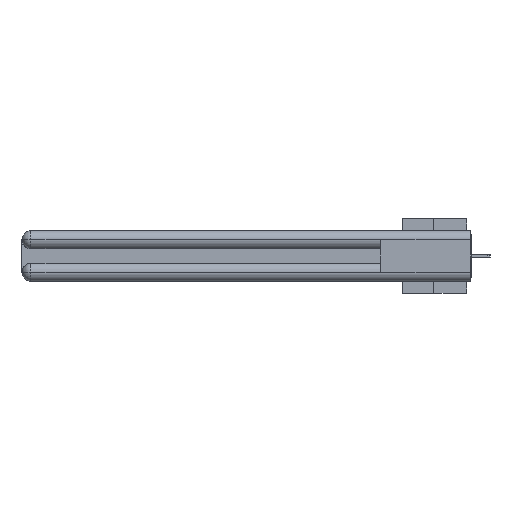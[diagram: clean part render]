
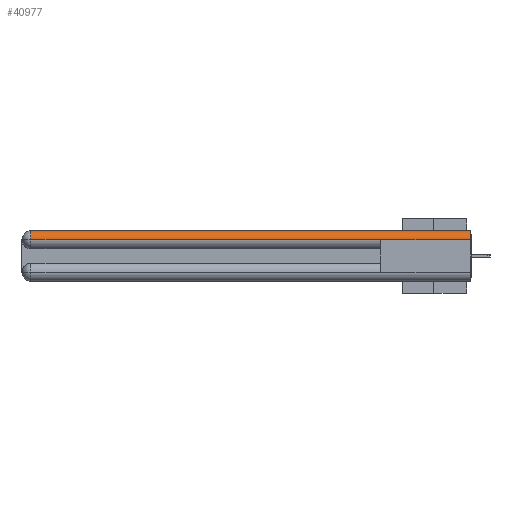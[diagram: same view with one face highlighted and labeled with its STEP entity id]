
A CAD part, left-side view. The second image highlights one B-rep face of the part: STEP entity #40977.
In plain terms, the highlighted cylindrical face has radius 1.562 mm (diameter 3.124 mm), a partial arc.
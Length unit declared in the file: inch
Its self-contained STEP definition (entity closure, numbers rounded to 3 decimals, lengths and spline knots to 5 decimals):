
#483 = CARTESIAN_POINT ( 'NONE',  ( 0., 3., -0.0615 ) ) ;
#684 = DIRECTION ( 'NONE',  ( 0., -1., 0. ) ) ;
#3751 = VECTOR ( 'NONE', #684, 39.37008 ) ;
#3893 = AXIS2_PLACEMENT_3D ( 'NONE', #22076, #10051, #22474 ) ;
#4318 = CARTESIAN_POINT ( 'NONE',  ( 0., 2.94, -0.0615 ) ) ;
#5013 = DIRECTION ( 'NONE',  ( 0., 0., 1. ) ) ;
#6059 = DIRECTION ( 'NONE',  ( 0., -1., 0. ) ) ;
#7913 = DIRECTION ( 'NONE',  ( 0., -1., 0. ) ) ;
#8123 = CARTESIAN_POINT ( 'NONE',  ( 0.0615, 2.94, -0.0615 ) ) ;
#8888 = CIRCLE ( 'NONE', #32037, 0.0615 ) ;
#8995 = VERTEX_POINT ( 'NONE', #22820 ) ;
#9414 = DIRECTION ( 'NONE',  ( 0., 1., 0. ) ) ;
#9615 = VECTOR ( 'NONE', #9414, 39.37008 ) ;
#9749 = CYLINDRICAL_SURFACE ( 'NONE', #33746, 0.0615 ) ;
#9809 = CARTESIAN_POINT ( 'NONE',  ( 0., 3., -0.0615 ) ) ;
#10051 = DIRECTION ( 'NONE',  ( 0., -1., 0. ) ) ;
#10514 = CIRCLE ( 'NONE', #3893, 0.0615 ) ;
#12517 = CARTESIAN_POINT ( 'NONE',  ( 0., 0.6, -0.0615 ) ) ;
#13105 = LINE ( 'NONE', #9809, #9615 ) ;
#13250 = DIRECTION ( 'NONE',  ( 0., 1., 0. ) ) ;
#14163 = CARTESIAN_POINT ( 'NONE',  ( 0., 0., -0.0615 ) ) ;
#16359 = FACE_OUTER_BOUND ( 'NONE', #34414, .T. ) ;
#16670 = VERTEX_POINT ( 'NONE', #4318 ) ;
#19044 = ORIENTED_EDGE ( 'NONE', *, *, #29071, .F. ) ;
#20735 = EDGE_CURVE ( 'NONE', #35912, #16670, #8888, .T. ) ;
#22076 = CARTESIAN_POINT ( 'NONE',  ( 0.0615, 0., -0.0615 ) ) ;
#22373 = DIRECTION ( 'NONE',  ( 0., 0., 1. ) ) ;
#22474 = DIRECTION ( 'NONE',  ( 1., 0., 0. ) ) ;
#22820 = CARTESIAN_POINT ( 'NONE',  ( 0.0615, 0., 0. ) ) ;
#23028 = VERTEX_POINT ( 'NONE', #12517 ) ;
#24398 = VERTEX_POINT ( 'NONE', #14163 ) ;
#25110 = CARTESIAN_POINT ( 'NONE',  ( 0.0615, 0., 0. ) ) ;
#26487 = CARTESIAN_POINT ( 'NONE',  ( 0.0615, 2.94, 0. ) ) ;
#26721 = VECTOR ( 'NONE', #6059, 39.37008 ) ;
#27864 = EDGE_CURVE ( 'NONE', #35912, #8995, #34441, .T. ) ;
#29071 = EDGE_CURVE ( 'NONE', #24398, #23028, #13105, .T. ) ;
#29088 = LINE ( 'NONE', #483, #3751 ) ;
#29232 = CARTESIAN_POINT ( 'NONE',  ( 0.0615, 0., -0.0615 ) ) ;
#30756 = EDGE_CURVE ( 'NONE', #16670, #23028, #29088, .T. ) ;
#31587 = ORIENTED_EDGE ( 'NONE', *, *, #20735, .T. ) ;
#31712 = ORIENTED_EDGE ( 'NONE', *, *, #34577, .F. ) ;
#32037 = AXIS2_PLACEMENT_3D ( 'NONE', #8123, #7913, #5013 ) ;
#33223 = ORIENTED_EDGE ( 'NONE', *, *, #27864, .F. ) ;
#33746 = AXIS2_PLACEMENT_3D ( 'NONE', #29232, #13250, #22373 ) ;
#34414 = EDGE_LOOP ( 'NONE', ( #33223, #31587, #34599, #19044, #31712 ) ) ;
#34441 = LINE ( 'NONE', #25110, #26721 ) ;
#34577 = EDGE_CURVE ( 'NONE', #8995, #24398, #10514, .T. ) ;
#34599 = ORIENTED_EDGE ( 'NONE', *, *, #30756, .T. ) ;
#35912 = VERTEX_POINT ( 'NONE', #26487 ) ;
#40977 = ADVANCED_FACE ( 'NONE', ( #16359 ), #9749, .T. ) ;
